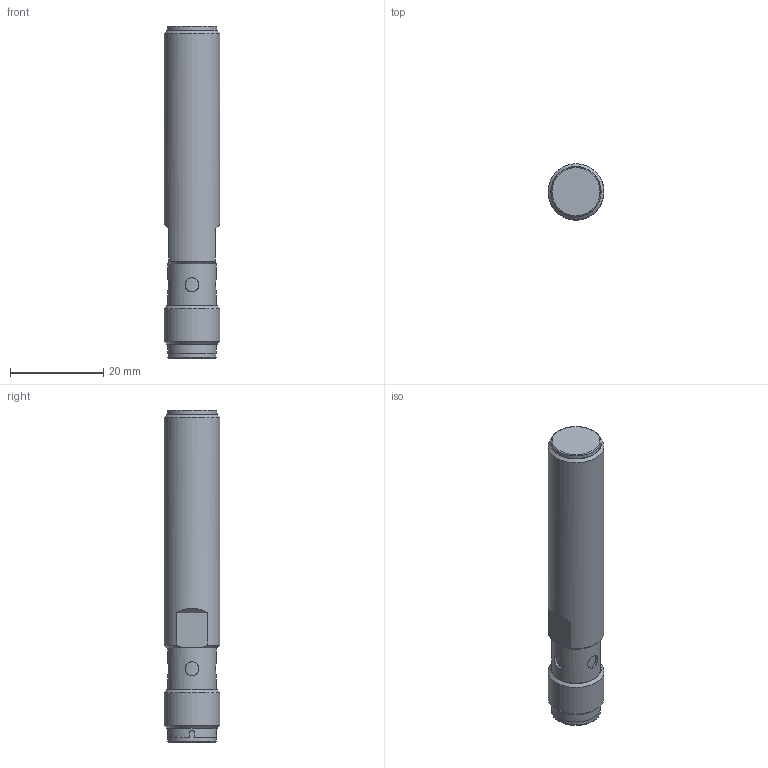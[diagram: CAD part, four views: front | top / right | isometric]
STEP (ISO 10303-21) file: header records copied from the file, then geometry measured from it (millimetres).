
FILE_DESCRIPTION(/* description */ (''),/* implementation_level */ '2;1');
FILE_NAME(/* name */ 'icb12_3x_flush_connector_50mm_asm.stp',/* time_stamp */ '2015-05-07T14:36:24+02:00',/* author */ ('ddecol'),/* organization */ (''),/* preprocessor_version */ 'ST-DEVELOPER v15.6',/* originating_system */ 'Autodesk Inventor 2015',/* authorisation */ '');
FILE_SCHEMA (('AUTOMOTIVE_DESIGN { 1 0 10303 214 3 1 1 }'));
Length unit declared in the file: millimetre
Products named in the file (1): icb12_3x_flush_connector_50mm_asm
Bounding box: 12 x 12 x 71.2 mm (x, y, z)
Surface area: 4839.4 mm2 (no closed solid volume)
Topology: 0 solids, 9 shells, 53 faces, 237 edges, 183 vertices
Faces by surface type: cylinder 20, plane 19, cone 6, sphere 4, torus 3, bspline 1
Full cylindrical faces by diameter (mm): 1 x4, 3 x4, 9.5 x1, 10.5 x3, 12 x2
Entity records: 3068 total; most frequent: CARTESIAN_POINT 1398, DIRECTION 322, ORIENTED_EDGE 251, EDGE_CURVE 187, VERTEX_POINT 159, AXIS2_PLACEMENT_3D 130, EDGE_LOOP 85, CIRCLE 67
